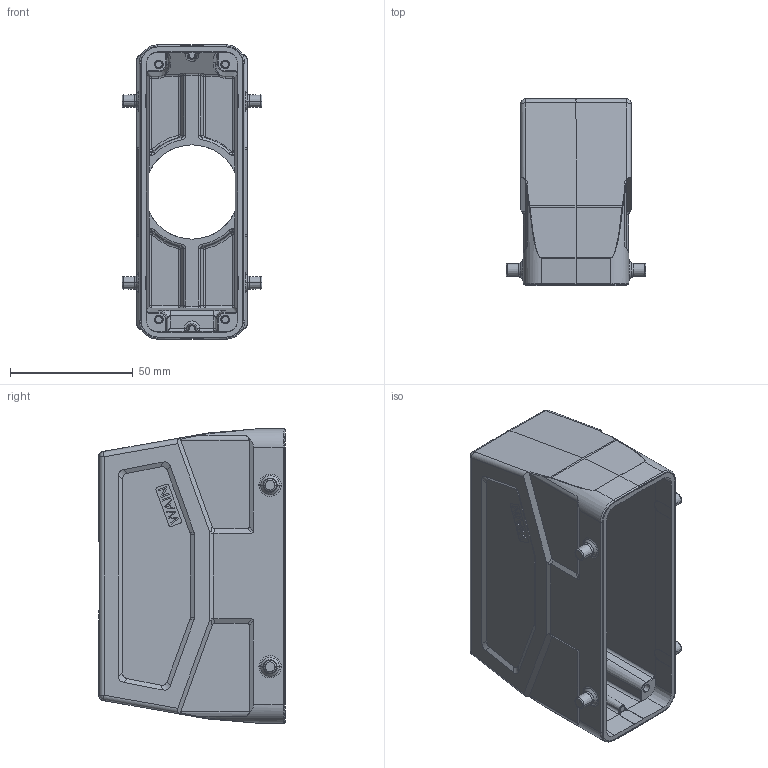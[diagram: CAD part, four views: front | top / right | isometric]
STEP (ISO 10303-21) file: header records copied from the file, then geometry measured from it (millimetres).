
FILE_DESCRIPTION((''),'2;1');
FILE_NAME('3D_1112244305010_EMC_W24B-TEH-4','2024-01-27T',('13034'),(''),'PRO/ENGINEER BY PARAMETRIC TECHNOLOGY CORPORATION, 2012480','PRO/ENGINEER BY PARAMETRIC TECHNOLOGY CORPORATION, 2012480','');
FILE_SCHEMA(('CONFIG_CONTROL_DESIGN'));
Length unit declared in the file: millimetre
Products named in the file (1): 3D_1112244305010_EMC_W24B-TEH-4
Bounding box: 57 x 76 x 120 mm (x, y, z)
Volume: 96043 mm3; surface area: 52080.9 mm2
Topology: 1 solids, 1 shells, 563 faces, 1497 edges, 940 vertices
Faces by surface type: plane 229, cylinder 153, bspline 57, torus 48, cone 33, sphere 23, extrusion 20
Entity records: 20821 total; most frequent: CARTESIAN_POINT 7443, ORIENTED_EDGE 2948, DIRECTION 2561, EDGE_CURVE 1474, VERTEX_POINT 940, AXIS2_PLACEMENT_3D 902, VECTOR 757, LINE 737
